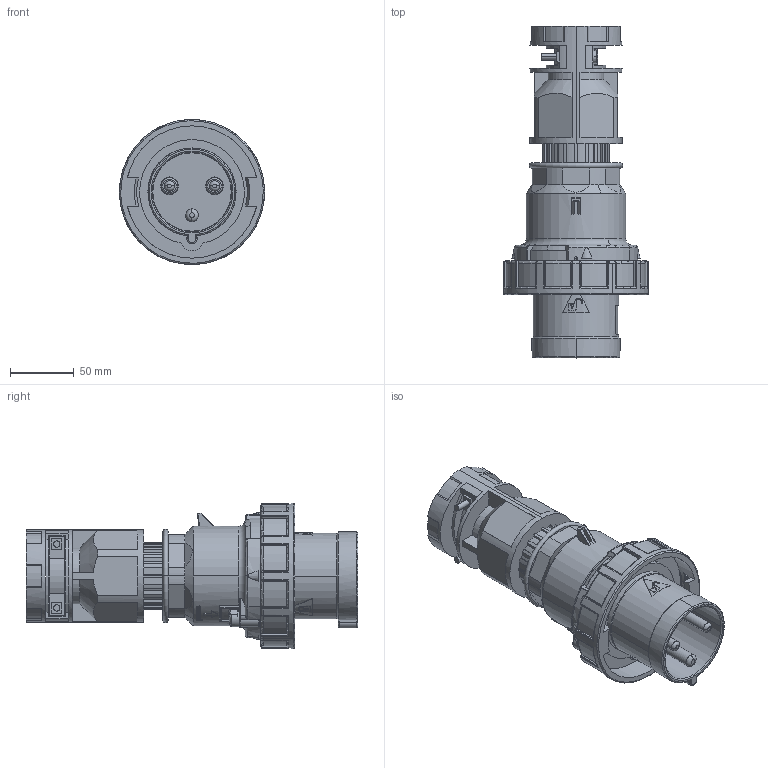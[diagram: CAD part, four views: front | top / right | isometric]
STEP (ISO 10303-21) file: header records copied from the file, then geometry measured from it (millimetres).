
FILE_DESCRIPTION (( 'STEP AP203' ), '1' );
FILE_NAME ('BRY360P6W.step', '2022-08-17T19:59:56', ( '' ), ( '' ), 'SwSTEP 2.0', 'SolidWorks 2021', '' );
FILE_SCHEMA (( 'CONFIG_CONTROL_DESIGN' ));
Products named in the file (1): BRY360P6W
Bounding box: 113.49 x 259.5 x 113.48 mm (x, y, z)
Volume: 766328.7 mm3; surface area: 150850 mm2
Topology: 7 solids, 7 shells, 1160 faces, 3146 edges, 2016 vertices
Faces by surface type: plane 486, cylinder 384, bspline 142, torus 95, cone 40, sphere 13
Entity records: 46030 total; most frequent: CARTESIAN_POINT 18359, ORIENTED_EDGE 6216, DIRECTION 5165, EDGE_CURVE 3108, VERTEX_POINT 2011, AXIS2_PLACEMENT_3D 1859, VECTOR 1447, LINE 1447
